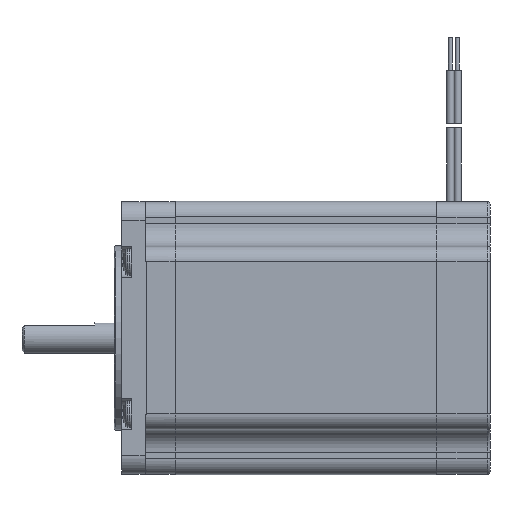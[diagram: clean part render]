
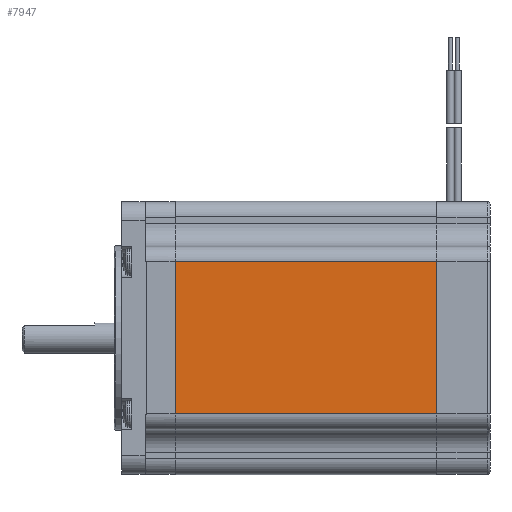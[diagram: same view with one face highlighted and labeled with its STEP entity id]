
A CAD part, left-side view. The second image highlights one B-rep face of the part: STEP entity #7947.
In plain terms, the highlighted planar face has unit normal (-1, 0, 0).
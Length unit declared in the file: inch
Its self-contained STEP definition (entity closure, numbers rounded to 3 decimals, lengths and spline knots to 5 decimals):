
#7624=CARTESIAN_POINT('',(-1.11057,3.29893,-0.61775));
#7625=VERTEX_POINT('',#7624);
#7633=CARTESIAN_POINT('',(-1.11057,3.29893,0.61775));
#7634=VERTEX_POINT('',#7633);
#7635=CARTESIAN_POINT('',(-1.11057,3.29893,0.33978));
#7636=DIRECTION('',(0.,0.,1.));
#7637=VECTOR('',#7636,1.);
#7638=LINE('',#7635,#7637);
#7639=EDGE_CURVE('',#7625,#7634,#7638,.T.);
#7894=CARTESIAN_POINT('',(-1.11057,1.17439,-0.61775));
#7895=VERTEX_POINT('',#7894);
#7903=CARTESIAN_POINT('',(-1.11057,1.15028,-0.61775));
#7904=DIRECTION('',(0.,1.,0.));
#7905=VECTOR('',#7904,1.);
#7906=LINE('',#7903,#7905);
#7907=EDGE_CURVE('',#7895,#7625,#7906,.T.);
#7924=ORIENTED_EDGE('',*,*,#7907,.F.);
#7925=CARTESIAN_POINT('',(-1.11057,1.17439,0.61775));
#7926=VERTEX_POINT('',#7925);
#7927=CARTESIAN_POINT('',(-1.11057,1.17439,0.33978));
#7928=DIRECTION('',(0.,0.,-1.));
#7929=VECTOR('',#7928,1.);
#7930=LINE('',#7927,#7929);
#7931=EDGE_CURVE('',#7926,#7895,#7930,.T.);
#7932=ORIENTED_EDGE('',*,*,#7931,.F.);
#7933=CARTESIAN_POINT('',(-1.11057,1.15028,0.61775));
#7934=DIRECTION('',(0.,-1.,0.));
#7935=VECTOR('',#7934,1.);
#7936=LINE('',#7933,#7935);
#7937=EDGE_CURVE('',#7634,#7926,#7936,.T.);
#7938=ORIENTED_EDGE('',*,*,#7937,.F.);
#7939=ORIENTED_EDGE('',*,*,#7639,.F.);
#7940=EDGE_LOOP('',(#7924,#7932,#7938,#7939));
#7941=FACE_OUTER_BOUND('',#7940,.T.);
#7942=CARTESIAN_POINT('',(-1.11057,1.15028,0.67956));
#7943=DIRECTION('',(-1.,0.,0.));
#7944=DIRECTION('',(0.,0.,1.));
#7945=AXIS2_PLACEMENT_3D('',#7942,#7943,#7944);
#7946=PLANE('',#7945);
#7947=ADVANCED_FACE('',(#7941),#7946,.T.);
